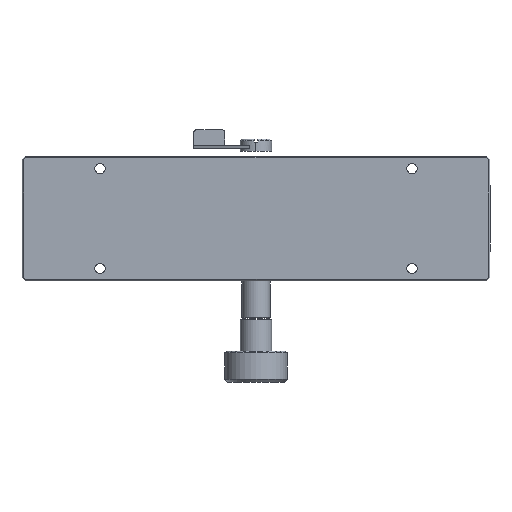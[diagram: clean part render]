
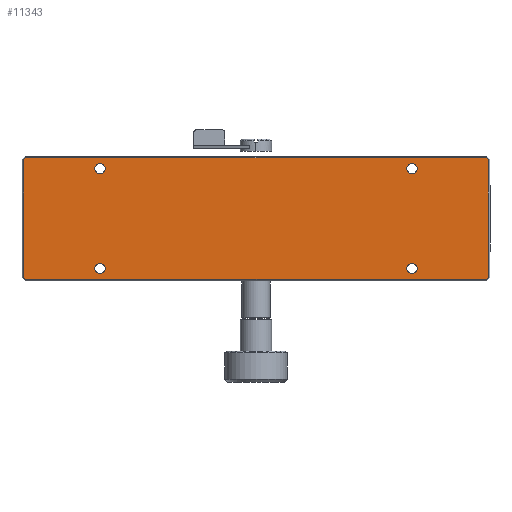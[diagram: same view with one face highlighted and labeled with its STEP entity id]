
A CAD part, front view. The second image highlights one B-rep face of the part: STEP entity #11343.
In plain terms, the highlighted planar face has unit normal (0, -1, 0).
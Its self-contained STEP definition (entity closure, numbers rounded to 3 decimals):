
#2 = CIRCLE ( 'NONE', #12488, 1.65 ) ;
#111 = CARTESIAN_POINT ( 'NONE',  ( -68.892, -10.242, 14.35 ) ) ;
#322 = CARTESIAN_POINT ( 'NONE',  ( 55.608, -10.242, 0. ) ) ;
#325 = EDGE_CURVE ( 'NONE', #6634, #12826, #3698, .T. ) ;
#348 = EDGE_CURVE ( 'NONE', #8021, #935, #3291, .T. ) ;
#433 = EDGE_CURVE ( 'NONE', #1120, #1389, #8109, .T. ) ;
#451 = VECTOR ( 'NONE', #3706, 1000. ) ;
#587 = EDGE_CURVE ( 'NONE', #5374, #7340, #3229, .T. ) ;
#602 = LINE ( 'NONE', #1485, #1375 ) ;
#673 = CARTESIAN_POINT ( 'NONE',  ( -68.892, -10.242, -14.35 ) ) ;
#734 = VERTEX_POINT ( 'NONE', #111 ) ;
#736 = EDGE_CURVE ( 'NONE', #10773, #13350, #7852, .T. ) ;
#837 = CARTESIAN_POINT ( 'NONE',  ( -93.392, -10.242, 18.793 ) ) ;
#846 = FACE_OUTER_BOUND ( 'NONE', #8403, .T. ) ;
#935 = VERTEX_POINT ( 'NONE', #3105 ) ;
#993 = CARTESIAN_POINT ( 'NONE',  ( -92.685, -10.242, 19.5 ) ) ;
#1120 = VERTEX_POINT ( 'NONE', #11719 ) ;
#1342 = DIRECTION ( 'NONE',  ( 0., -1., 0. ) ) ;
#1367 = ORIENTED_EDGE ( 'NONE', *, *, #10511, .F. ) ;
#1373 = EDGE_CURVE ( 'NONE', #7340, #5374, #9379, .T. ) ;
#1375 = VECTOR ( 'NONE', #8591, 1000. ) ;
#1389 = VERTEX_POINT ( 'NONE', #4456 ) ;
#1485 = CARTESIAN_POINT ( 'NONE',  ( -18.892, -10.242, -19.5 ) ) ;
#1499 = DIRECTION ( 'NONE',  ( 0., 0., 1. ) ) ;
#1594 = CARTESIAN_POINT ( 'NONE',  ( -93.392, -10.242, 18.793 ) ) ;
#1690 = CIRCLE ( 'NONE', #9568, 1.65 ) ;
#1720 = EDGE_CURVE ( 'NONE', #10657, #1120, #11034, .T. ) ;
#1739 = CARTESIAN_POINT ( 'NONE',  ( 31.108, -10.242, 14.35 ) ) ;
#1789 = CARTESIAN_POINT ( 'NONE',  ( -93.392, -10.242, 0. ) ) ;
#1911 = CARTESIAN_POINT ( 'NONE',  ( 54.901, -10.242, 19.5 ) ) ;
#1923 = CARTESIAN_POINT ( 'NONE',  ( 55.608, -10.242, -18.793 ) ) ;
#1952 = FACE_BOUND ( 'NONE', #10980, .T. ) ;
#1997 = ORIENTED_EDGE ( 'NONE', *, *, #1373, .F. ) ;
#2128 = VECTOR ( 'NONE', #11181, 1000. ) ;
#2146 = EDGE_CURVE ( 'NONE', #13210, #734, #9134, .T. ) ;
#2171 = CARTESIAN_POINT ( 'NONE',  ( 31.108, -10.242, 17.65 ) ) ;
#2184 = CARTESIAN_POINT ( 'NONE',  ( 31.108, -10.242, 16. ) ) ;
#2229 = VERTEX_POINT ( 'NONE', #1594 ) ;
#2309 = AXIS2_PLACEMENT_3D ( 'NONE', #9339, #13878, #10476 ) ;
#2313 = CARTESIAN_POINT ( 'NONE',  ( 31.108, -10.242, -17.65 ) ) ;
#2513 = ORIENTED_EDGE ( 'NONE', *, *, #6536, .F. ) ;
#2840 = LINE ( 'NONE', #1911, #3016 ) ;
#2855 = VECTOR ( 'NONE', #3320, 1000. ) ;
#2912 = ORIENTED_EDGE ( 'NONE', *, *, #13106, .F. ) ;
#2992 = EDGE_CURVE ( 'NONE', #935, #2229, #4768, .T. ) ;
#3016 = VECTOR ( 'NONE', #3052, 1000. ) ;
#3052 = DIRECTION ( 'NONE',  ( 0.707, 0., -0.707 ) ) ;
#3073 = CARTESIAN_POINT ( 'NONE',  ( -92.685, -10.242, -19.5 ) ) ;
#3105 = CARTESIAN_POINT ( 'NONE',  ( -93.392, -10.242, -18.793 ) ) ;
#3229 = CIRCLE ( 'NONE', #7048, 1.65 ) ;
#3291 = LINE ( 'NONE', #3073, #7514 ) ;
#3320 = DIRECTION ( 'NONE',  ( 0.707, 0., 0.707 ) ) ;
#3344 = ORIENTED_EDGE ( 'NONE', *, *, #736, .F. ) ;
#3620 = CARTESIAN_POINT ( 'NONE',  ( 31.108, -10.242, -14.35 ) ) ;
#3698 = CIRCLE ( 'NONE', #12816, 1.65 ) ;
#3706 = DIRECTION ( 'NONE',  ( 1., 0., 0. ) ) ;
#3801 = AXIS2_PLACEMENT_3D ( 'NONE', #10706, #1342, #6861 ) ;
#4024 = VERTEX_POINT ( 'NONE', #2171 ) ;
#4085 = DIRECTION ( 'NONE',  ( 0., -1., 0. ) ) ;
#4113 = CARTESIAN_POINT ( 'NONE',  ( 55.608, -10.242, 18.793 ) ) ;
#4129 = EDGE_CURVE ( 'NONE', #734, #13210, #1690, .T. ) ;
#4456 = CARTESIAN_POINT ( 'NONE',  ( 54.901, -10.242, -19.5 ) ) ;
#4632 = DIRECTION ( 'NONE',  ( 0., -1., 0. ) ) ;
#4663 = DIRECTION ( 'NONE',  ( -0.707, 0., -0.707 ) ) ;
#4768 = LINE ( 'NONE', #1789, #2128 ) ;
#4792 = CARTESIAN_POINT ( 'NONE',  ( 31.108, -10.242, 16. ) ) ;
#4846 = DIRECTION ( 'NONE',  ( 0., 0., 1. ) ) ;
#5164 = AXIS2_PLACEMENT_3D ( 'NONE', #4792, #4085, #5266 ) ;
#5191 = CARTESIAN_POINT ( 'NONE',  ( -93.392, -10.242, -19.5 ) ) ;
#5266 = DIRECTION ( 'NONE',  ( 0., 0., 1. ) ) ;
#5374 = VERTEX_POINT ( 'NONE', #2313 ) ;
#5958 = EDGE_LOOP ( 'NONE', ( #7098, #11345 ) ) ;
#6536 = EDGE_CURVE ( 'NONE', #13350, #10657, #2840, .T. ) ;
#6560 = CARTESIAN_POINT ( 'NONE',  ( 54.901, -10.242, 19.5 ) ) ;
#6570 = EDGE_LOOP ( 'NONE', ( #1997, #7500 ) ) ;
#6634 = VERTEX_POINT ( 'NONE', #11526 ) ;
#6680 = ORIENTED_EDGE ( 'NONE', *, *, #4129, .F. ) ;
#6686 = VECTOR ( 'NONE', #10124, 1000. ) ;
#6861 = DIRECTION ( 'NONE',  ( 0., 0., 1. ) ) ;
#7013 = CARTESIAN_POINT ( 'NONE',  ( 31.108, -10.242, -16. ) ) ;
#7032 = FACE_BOUND ( 'NONE', #11842, .T. ) ;
#7048 = AXIS2_PLACEMENT_3D ( 'NONE', #10817, #4632, #12846 ) ;
#7098 = ORIENTED_EDGE ( 'NONE', *, *, #8709, .F. ) ;
#7340 = VERTEX_POINT ( 'NONE', #3620 ) ;
#7436 = CARTESIAN_POINT ( 'NONE',  ( -68.892, -10.242, -16. ) ) ;
#7500 = ORIENTED_EDGE ( 'NONE', *, *, #587, .F. ) ;
#7514 = VECTOR ( 'NONE', #13362, 1000. ) ;
#7637 = DIRECTION ( 'NONE',  ( 0., -1., 0. ) ) ;
#7852 = LINE ( 'NONE', #10344, #451 ) ;
#7916 = FACE_BOUND ( 'NONE', #5958, .T. ) ;
#8021 = VERTEX_POINT ( 'NONE', #8335 ) ;
#8109 = LINE ( 'NONE', #1923, #9068 ) ;
#8335 = CARTESIAN_POINT ( 'NONE',  ( -92.685, -10.242, -19.5 ) ) ;
#8403 = EDGE_LOOP ( 'NONE', ( #2912, #8706, #9753, #2513, #3344, #11190, #9303, #8932 ) ) ;
#8591 = DIRECTION ( 'NONE',  ( -1., 0., 0. ) ) ;
#8706 = ORIENTED_EDGE ( 'NONE', *, *, #433, .F. ) ;
#8709 = EDGE_CURVE ( 'NONE', #12826, #6634, #10535, .T. ) ;
#8932 = ORIENTED_EDGE ( 'NONE', *, *, #348, .F. ) ;
#9068 = VECTOR ( 'NONE', #4663, 1000. ) ;
#9134 = CIRCLE ( 'NONE', #2309, 1.65 ) ;
#9303 = ORIENTED_EDGE ( 'NONE', *, *, #2992, .F. ) ;
#9339 = CARTESIAN_POINT ( 'NONE',  ( -68.892, -10.242, 16. ) ) ;
#9379 = CIRCLE ( 'NONE', #11221, 1.65 ) ;
#9513 = FACE_BOUND ( 'NONE', #6570, .T. ) ;
#9568 = AXIS2_PLACEMENT_3D ( 'NONE', #11651, #11017, #4846 ) ;
#9753 = ORIENTED_EDGE ( 'NONE', *, *, #1720, .F. ) ;
#10124 = DIRECTION ( 'NONE',  ( 0., 0., -1. ) ) ;
#10186 = LINE ( 'NONE', #837, #2855 ) ;
#10199 = PLANE ( 'NONE',  #13595 ) ;
#10227 = CIRCLE ( 'NONE', #5164, 1.65 ) ;
#10344 = CARTESIAN_POINT ( 'NONE',  ( -18.892, -10.242, 19.5 ) ) ;
#10476 = DIRECTION ( 'NONE',  ( 0., 0., 1. ) ) ;
#10511 = EDGE_CURVE ( 'NONE', #4024, #12304, #10227, .T. ) ;
#10535 = CIRCLE ( 'NONE', #3801, 1.65 ) ;
#10657 = VERTEX_POINT ( 'NONE', #4113 ) ;
#10706 = CARTESIAN_POINT ( 'NONE',  ( -68.892, -10.242, -16. ) ) ;
#10773 = VERTEX_POINT ( 'NONE', #993 ) ;
#10817 = CARTESIAN_POINT ( 'NONE',  ( 31.108, -10.242, -16. ) ) ;
#10836 = DIRECTION ( 'NONE',  ( 0., 0., 1. ) ) ;
#10980 = EDGE_LOOP ( 'NONE', ( #1367, #13629 ) ) ;
#11017 = DIRECTION ( 'NONE',  ( 0., -1., 0. ) ) ;
#11034 = LINE ( 'NONE', #322, #6686 ) ;
#11100 = DIRECTION ( 'NONE',  ( 0., -1., 0. ) ) ;
#11181 = DIRECTION ( 'NONE',  ( 0., 0., 1. ) ) ;
#11190 = ORIENTED_EDGE ( 'NONE', *, *, #11321, .F. ) ;
#11221 = AXIS2_PLACEMENT_3D ( 'NONE', #7013, #13372, #1499 ) ;
#11321 = EDGE_CURVE ( 'NONE', #2229, #10773, #10186, .T. ) ;
#11343 = ADVANCED_FACE ( 'NONE', ( #7032, #1952, #7916, #9513, #846 ), #10199, .F. ) ;
#11345 = ORIENTED_EDGE ( 'NONE', *, *, #325, .F. ) ;
#11526 = CARTESIAN_POINT ( 'NONE',  ( -68.892, -10.242, -17.65 ) ) ;
#11651 = CARTESIAN_POINT ( 'NONE',  ( -68.892, -10.242, 16. ) ) ;
#11719 = CARTESIAN_POINT ( 'NONE',  ( 55.608, -10.242, -18.793 ) ) ;
#11842 = EDGE_LOOP ( 'NONE', ( #14050, #6680 ) ) ;
#12304 = VERTEX_POINT ( 'NONE', #1739 ) ;
#12486 = DIRECTION ( 'NONE',  ( 0., 0., 1. ) ) ;
#12488 = AXIS2_PLACEMENT_3D ( 'NONE', #2184, #11100, #12486 ) ;
#12816 = AXIS2_PLACEMENT_3D ( 'NONE', #7436, #7637, #10836 ) ;
#12826 = VERTEX_POINT ( 'NONE', #673 ) ;
#12846 = DIRECTION ( 'NONE',  ( 0., 0., 1. ) ) ;
#12955 = DIRECTION ( 'NONE',  ( 0., 1., 0. ) ) ;
#13106 = EDGE_CURVE ( 'NONE', #1389, #8021, #602, .T. ) ;
#13181 = DIRECTION ( 'NONE',  ( 0., 0., 1. ) ) ;
#13210 = VERTEX_POINT ( 'NONE', #13385 ) ;
#13346 = EDGE_CURVE ( 'NONE', #12304, #4024, #2, .T. ) ;
#13350 = VERTEX_POINT ( 'NONE', #6560 ) ;
#13362 = DIRECTION ( 'NONE',  ( -0.707, 0., 0.707 ) ) ;
#13372 = DIRECTION ( 'NONE',  ( 0., -1., 0. ) ) ;
#13385 = CARTESIAN_POINT ( 'NONE',  ( -68.892, -10.242, 17.65 ) ) ;
#13595 = AXIS2_PLACEMENT_3D ( 'NONE', #5191, #12955, #13181 ) ;
#13629 = ORIENTED_EDGE ( 'NONE', *, *, #13346, .F. ) ;
#13878 = DIRECTION ( 'NONE',  ( 0., -1., 0. ) ) ;
#14050 = ORIENTED_EDGE ( 'NONE', *, *, #2146, .F. ) ;
